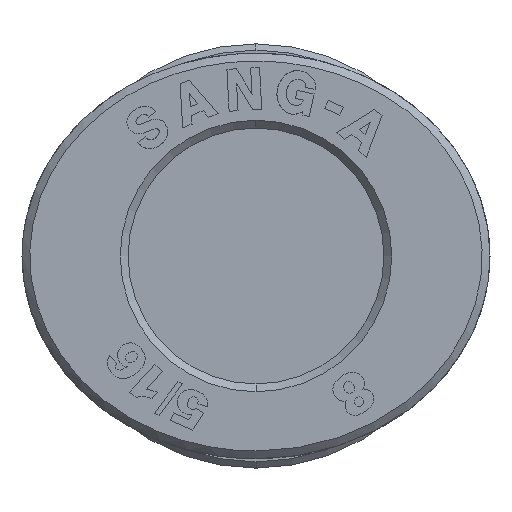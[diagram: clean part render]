
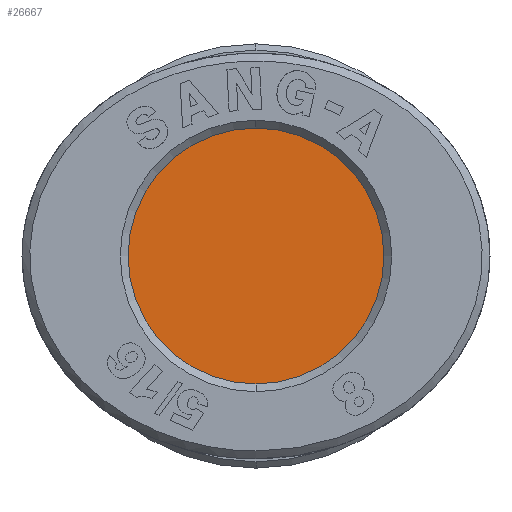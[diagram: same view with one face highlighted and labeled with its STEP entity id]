
A CAD part, left-side view. The second image highlights one B-rep face of the part: STEP entity #26667.
In plain terms, the highlighted planar face has unit normal (-1, 0, 0).
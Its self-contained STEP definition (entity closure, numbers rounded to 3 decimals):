
#401=CARTESIAN_POINT('',(-5.8,0.,4.1));
#402=VERTEX_POINT('',#401);
#411=CARTESIAN_POINT('',(-5.8,0.,-4.1));
#412=VERTEX_POINT('',#411);
#413=CARTESIAN_POINT('',(-5.8,0.,0.));
#414=DIRECTION('',(1.0,0.0,0.0));
#415=DIRECTION('',(0.0,0.0,1.0));
#416=AXIS2_PLACEMENT_3D('',#413,#414,#415);
#417=CIRCLE('',#416,4.1);
#418=EDGE_CURVE('',#402,#412,#417,.T.);
#26648=CARTESIAN_POINT('',(-5.8,0.,0.));
#26649=DIRECTION('',(1.0,0.0,0.0));
#26650=DIRECTION('',(0.0,0.0,1.0));
#26651=AXIS2_PLACEMENT_3D('',#26648,#26649,#26650);
#26652=CIRCLE('',#26651,4.1);
#26653=EDGE_CURVE('',#412,#402,#26652,.T.);
#26658=CARTESIAN_POINT('',(-5.8,0.,0.));
#26659=DIRECTION('',(1.0,0.0,0.0));
#26660=DIRECTION('',(0.0,0.0,1.0));
#26661=AXIS2_PLACEMENT_3D('',#26658,#26659,#26660);
#26662=PLANE('',#26661);
#26663=ORIENTED_EDGE('',*,*,#418,.F.);
#26664=ORIENTED_EDGE('',*,*,#26653,.F.);
#26665=EDGE_LOOP('',(#26663,#26664));
#26666=FACE_OUTER_BOUND('',#26665,.T.);
#26667=ADVANCED_FACE('',(#26666),#26662,.F.);
